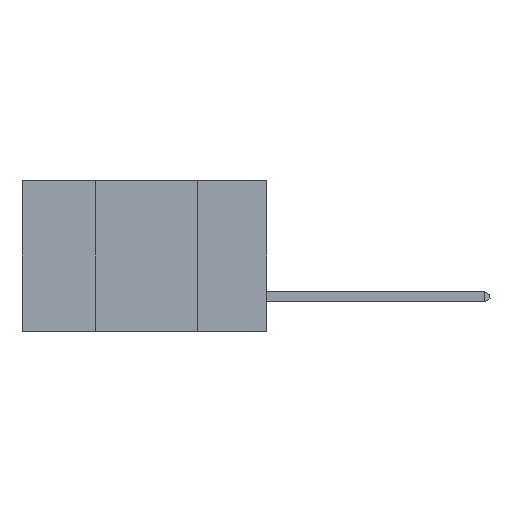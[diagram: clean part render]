
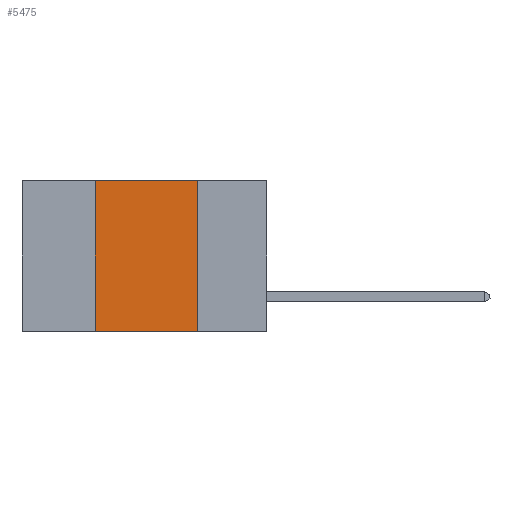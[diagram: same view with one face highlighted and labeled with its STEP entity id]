
A CAD part, left-side view. The second image highlights one B-rep face of the part: STEP entity #5475.
In plain terms, the highlighted planar face has unit normal (-1, 0, 0).
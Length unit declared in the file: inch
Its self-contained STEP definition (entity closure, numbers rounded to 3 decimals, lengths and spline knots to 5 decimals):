
#161 = LINE ( 'NONE', #1893, #10000 ) ;
#696 = EDGE_CURVE ( 'NONE', #9693, #11273, #8823, .T. ) ;
#1509 = ORIENTED_EDGE ( 'NONE', *, *, #9271, .F. ) ;
#1764 = CARTESIAN_POINT ( 'NONE',  ( 0., 0.42, 0. ) ) ;
#1835 = VECTOR ( 'NONE', #3974, 39.37008 ) ;
#1893 = CARTESIAN_POINT ( 'NONE',  ( 0., 0.6, -0.37 ) ) ;
#2240 = VECTOR ( 'NONE', #3006, 39.37008 ) ;
#2674 = LINE ( 'NONE', #6559, #2240 ) ;
#2827 = DIRECTION ( 'NONE',  ( 0., 0., -1. ) ) ;
#2959 = EDGE_CURVE ( 'NONE', #11273, #3285, #10604, .T. ) ;
#3006 = DIRECTION ( 'NONE',  ( 0., 0., 1. ) ) ;
#3011 = FACE_OUTER_BOUND ( 'NONE', #6854, .T. ) ;
#3285 = VERTEX_POINT ( 'NONE', #6779 ) ;
#3879 = CARTESIAN_POINT ( 'NONE',  ( 0., 0.17, 0. ) ) ;
#3974 = DIRECTION ( 'NONE',  ( 0., -1., 0. ) ) ;
#4429 = VERTEX_POINT ( 'NONE', #7750 ) ;
#4450 = DIRECTION ( 'NONE',  ( 0., -1., 0. ) ) ;
#4741 = VECTOR ( 'NONE', #2827, 39.37008 ) ;
#4843 = CARTESIAN_POINT ( 'NONE',  ( 0., 0.6, 0. ) ) ;
#5072 = DIRECTION ( 'NONE',  ( 1., 0., 0. ) ) ;
#5086 = ORIENTED_EDGE ( 'NONE', *, *, #10364, .T. ) ;
#5336 = AXIS2_PLACEMENT_3D ( 'NONE', #8560, #5072, #5904 ) ;
#5396 = CARTESIAN_POINT ( 'NONE',  ( 0., 0.17, 0. ) ) ;
#5475 = ADVANCED_FACE ( 'NONE', ( #3011 ), #7674, .F. ) ;
#5582 = ORIENTED_EDGE ( 'NONE', *, *, #2959, .F. ) ;
#5904 = DIRECTION ( 'NONE',  ( 0., 0., -1. ) ) ;
#6559 = CARTESIAN_POINT ( 'NONE',  ( 0., 0.42, 0. ) ) ;
#6779 = CARTESIAN_POINT ( 'NONE',  ( 0., 0.17, -0.37 ) ) ;
#6854 = EDGE_LOOP ( 'NONE', ( #5582, #8428, #1509, #5086 ) ) ;
#7674 = PLANE ( 'NONE',  #5336 ) ;
#7750 = CARTESIAN_POINT ( 'NONE',  ( 0., 0.42, -0.37 ) ) ;
#8428 = ORIENTED_EDGE ( 'NONE', *, *, #696, .F. ) ;
#8560 = CARTESIAN_POINT ( 'NONE',  ( 0., 0.6, 0. ) ) ;
#8823 = LINE ( 'NONE', #4843, #1835 ) ;
#9271 = EDGE_CURVE ( 'NONE', #4429, #9693, #2674, .T. ) ;
#9693 = VERTEX_POINT ( 'NONE', #1764 ) ;
#10000 = VECTOR ( 'NONE', #4450, 39.37008 ) ;
#10364 = EDGE_CURVE ( 'NONE', #4429, #3285, #161, .T. ) ;
#10604 = LINE ( 'NONE', #5396, #4741 ) ;
#11273 = VERTEX_POINT ( 'NONE', #3879 ) ;
